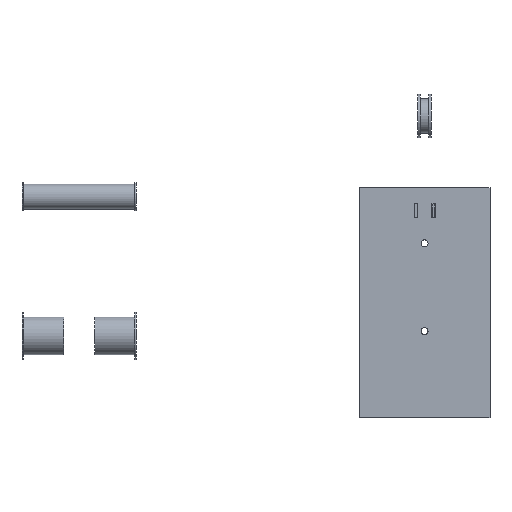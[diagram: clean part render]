
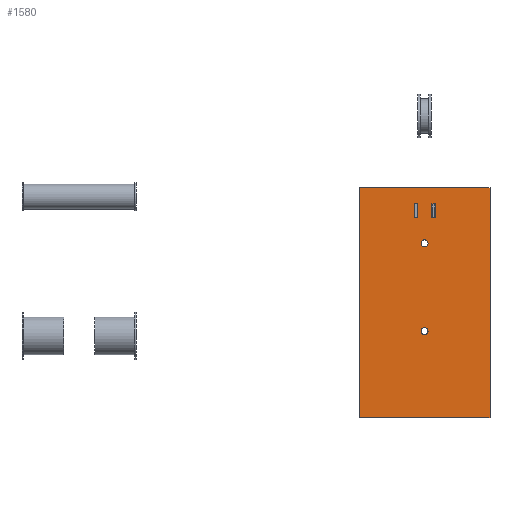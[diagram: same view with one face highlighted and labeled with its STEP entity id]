
A CAD part, front view. The second image highlights one B-rep face of the part: STEP entity #1580.
In plain terms, the highlighted planar face has unit normal (0, -1, 0).
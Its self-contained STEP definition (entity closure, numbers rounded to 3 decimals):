
#93=LINE('',#2386,#255);
#95=LINE('',#2390,#257);
#97=LINE('',#2394,#259);
#99=LINE('',#2397,#261);
#101=LINE('',#2402,#263);
#103=LINE('',#2406,#265);
#105=LINE('',#2410,#267);
#107=LINE('',#2413,#269);
#109=LINE('',#2421,#271);
#110=LINE('',#2423,#272);
#111=LINE('',#2425,#273);
#112=LINE('',#2426,#274);
#255=VECTOR('',#1912,10.);
#257=VECTOR('',#1916,10.);
#259=VECTOR('',#1920,10.);
#261=VECTOR('',#1924,10.);
#263=VECTOR('',#1928,10.);
#265=VECTOR('',#1932,10.);
#267=VECTOR('',#1936,10.);
#269=VECTOR('',#1940,10.);
#271=VECTOR('',#1948,10.);
#272=VECTOR('',#1949,10.);
#273=VECTOR('',#1950,10.);
#274=VECTOR('',#1951,10.);
#397=FACE_BOUND('',#551,.T.);
#398=FACE_BOUND('',#552,.T.);
#399=FACE_BOUND('',#553,.T.);
#400=FACE_BOUND('',#554,.T.);
#448=FACE_OUTER_BOUND('',#550,.T.);
#550=EDGE_LOOP('',(#1153,#1154,#1155,#1156));
#551=EDGE_LOOP('',(#1157,#1158,#1159,#1160));
#552=EDGE_LOOP('',(#1161,#1162,#1163,#1164));
#553=EDGE_LOOP('',(#1165));
#554=EDGE_LOOP('',(#1166));
#667=CIRCLE('',#1717,2.5);
#668=CIRCLE('',#1719,2.5);
#741=VERTEX_POINT('',#2383);
#742=VERTEX_POINT('',#2385);
#743=VERTEX_POINT('',#2389);
#744=VERTEX_POINT('',#2393);
#745=VERTEX_POINT('',#2399);
#746=VERTEX_POINT('',#2401);
#747=VERTEX_POINT('',#2405);
#748=VERTEX_POINT('',#2409);
#749=VERTEX_POINT('',#2415);
#750=VERTEX_POINT('',#2419);
#751=VERTEX_POINT('',#2420);
#752=VERTEX_POINT('',#2422);
#753=VERTEX_POINT('',#2424);
#754=VERTEX_POINT('',#2427);
#889=EDGE_CURVE('',#742,#741,#93,.F.);
#891=EDGE_CURVE('',#743,#742,#95,.F.);
#893=EDGE_CURVE('',#744,#743,#97,.F.);
#895=EDGE_CURVE('',#741,#744,#99,.F.);
#897=EDGE_CURVE('',#746,#745,#101,.F.);
#899=EDGE_CURVE('',#747,#746,#103,.F.);
#901=EDGE_CURVE('',#748,#747,#105,.F.);
#903=EDGE_CURVE('',#745,#748,#107,.F.);
#905=EDGE_CURVE('',#749,#749,#667,.T.);
#906=EDGE_CURVE('',#750,#751,#109,.T.);
#907=EDGE_CURVE('',#751,#752,#110,.T.);
#908=EDGE_CURVE('',#752,#753,#111,.T.);
#909=EDGE_CURVE('',#753,#750,#112,.T.);
#910=EDGE_CURVE('',#754,#754,#668,.T.);
#1153=ORIENTED_EDGE('',*,*,#906,.T.);
#1154=ORIENTED_EDGE('',*,*,#907,.T.);
#1155=ORIENTED_EDGE('',*,*,#908,.T.);
#1156=ORIENTED_EDGE('',*,*,#909,.T.);
#1157=ORIENTED_EDGE('',*,*,#893,.T.);
#1158=ORIENTED_EDGE('',*,*,#891,.T.);
#1159=ORIENTED_EDGE('',*,*,#889,.T.);
#1160=ORIENTED_EDGE('',*,*,#895,.T.);
#1161=ORIENTED_EDGE('',*,*,#901,.T.);
#1162=ORIENTED_EDGE('',*,*,#899,.T.);
#1163=ORIENTED_EDGE('',*,*,#897,.T.);
#1164=ORIENTED_EDGE('',*,*,#903,.T.);
#1165=ORIENTED_EDGE('',*,*,#910,.T.);
#1166=ORIENTED_EDGE('',*,*,#905,.T.);
#1507=PLANE('',#1718);
#1580=ADVANCED_FACE('',(#448,#397,#398,#399,#400),#1507,.F.);
#1717=AXIS2_PLACEMENT_3D('',#2417,#1944,#1945);
#1718=AXIS2_PLACEMENT_3D('',#2418,#1946,#1947);
#1719=AXIS2_PLACEMENT_3D('',#2428,#1952,#1953);
#1912=DIRECTION('',(1.,0.,0.));
#1916=DIRECTION('',(0.,0.,1.));
#1920=DIRECTION('',(-1.,0.,0.));
#1924=DIRECTION('',(0.,0.,-1.));
#1928=DIRECTION('',(1.,0.,0.));
#1932=DIRECTION('',(0.,0.,1.));
#1936=DIRECTION('',(-1.,0.,0.));
#1940=DIRECTION('',(0.,0.,-1.));
#1944=DIRECTION('center_axis',(0.,1.,0.));
#1945=DIRECTION('ref_axis',(-1.,0.,0.));
#1946=DIRECTION('center_axis',(0.,1.,0.));
#1947=DIRECTION('ref_axis',(1.,0.,0.));
#1948=DIRECTION('',(1.,0.,0.));
#1949=DIRECTION('',(0.,0.,1.));
#1950=DIRECTION('',(-1.,0.,0.));
#1951=DIRECTION('',(0.,0.,-1.));
#1952=DIRECTION('center_axis',(0.,1.,0.));
#1953=DIRECTION('ref_axis',(-1.,0.,0.));
#2383=CARTESIAN_POINT('',(102.275,8.,68.34));
#2385=CARTESIAN_POINT('',(104.475,8.,68.34));
#2386=CARTESIAN_POINT('',(106.188,8.,68.34));
#2389=CARTESIAN_POINT('',(104.475,8.,78.54));
#2390=CARTESIAN_POINT('',(104.475,8.,37.97));
#2393=CARTESIAN_POINT('',(102.275,8.,78.54));
#2394=CARTESIAN_POINT('',(107.188,8.,78.54));
#2397=CARTESIAN_POINT('',(102.275,8.,42.97));
#2399=CARTESIAN_POINT('',(114.855,8.,68.34));
#2401=CARTESIAN_POINT('',(117.055,8.,68.34));
#2402=CARTESIAN_POINT('',(112.477,8.,68.34));
#2405=CARTESIAN_POINT('',(117.055,8.,78.54));
#2406=CARTESIAN_POINT('',(117.055,8.,37.97));
#2409=CARTESIAN_POINT('',(114.855,8.,78.54));
#2410=CARTESIAN_POINT('',(113.477,8.,78.54));
#2413=CARTESIAN_POINT('',(114.855,8.,42.97));
#2415=CARTESIAN_POINT('',(112.002,8.,-12.996));
#2417=CARTESIAN_POINT('Origin',(109.502,8.,-12.996));
#2418=CARTESIAN_POINT('Origin',(110.,8.,7.5));
#2419=CARTESIAN_POINT('',(63.,8.,-75.));
#2420=CARTESIAN_POINT('',(156.5,8.,-75.));
#2421=CARTESIAN_POINT('',(70.,8.,-75.));
#2422=CARTESIAN_POINT('',(156.5,8.,90.));
#2423=CARTESIAN_POINT('',(156.5,8.,48.75));
#2424=CARTESIAN_POINT('',(63.,8.,90.));
#2425=CARTESIAN_POINT('',(150.,8.,90.));
#2426=CARTESIAN_POINT('',(63.,8.,-33.75));
#2427=CARTESIAN_POINT('',(112.002,8.,50.042));
#2428=CARTESIAN_POINT('Origin',(109.502,8.,50.042));
